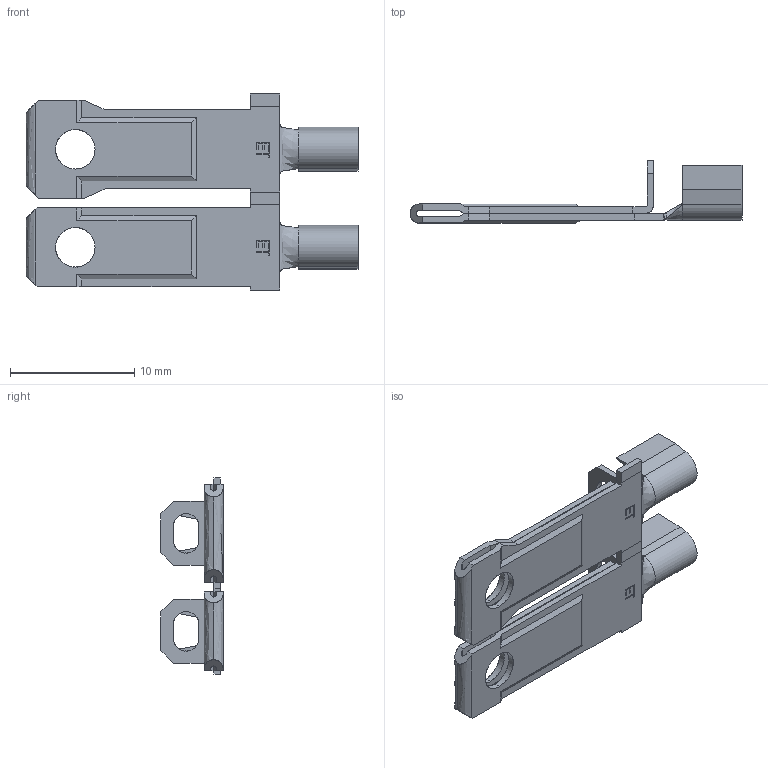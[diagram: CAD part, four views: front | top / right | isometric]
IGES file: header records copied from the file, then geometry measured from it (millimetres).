
Start section: SolidWorks IGES file using analytic representation for surfaces
Global section: file name: 10485.IGS; native system: SolidWorks 2014; preprocessor: SolidWorks 2014; author: sjohnson; date: 150120.074418; units: millimetre
Bounding box: 26.67 x 5 x 15.75 mm (x, y, z)
Surface area: 1412.9 mm2 (no closed solid volume)
Topology: 0 solids, 0 shells, 344 faces, 2468 edges, 2468 vertices
Faces by surface type: bspline 268, revolution 76
